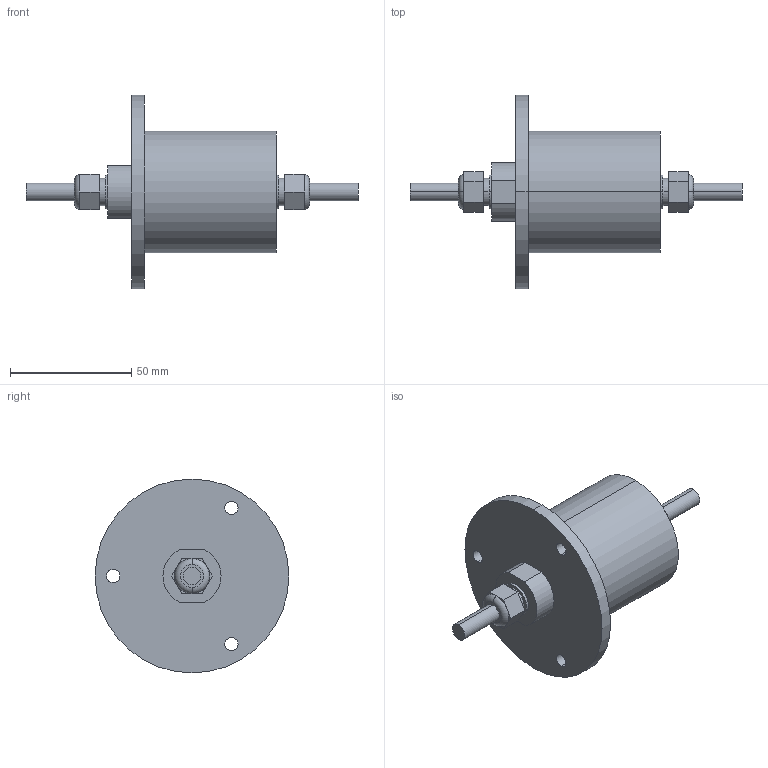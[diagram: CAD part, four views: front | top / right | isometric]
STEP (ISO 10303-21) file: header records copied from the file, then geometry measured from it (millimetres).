
FILE_DESCRIPTION (( 'STEP AP203' ), '1' );
FILE_NAME ('RX01120001.STEP', '2020-11-26T03:28:04', ( '微软用户' ), ( '微软中国' ), 'SwSTEP 2.0', 'SolidWorks 2014', '' );
FILE_SCHEMA (( 'CONFIG_CONTROL_DESIGN' ));
Length unit declared in the file: millimetre
Products named in the file (1): RX01120001
Bounding box: 137.02 x 80 x 80 mm (x, y, z)
Volume: 142201.8 mm3; surface area: 23463 mm2
Topology: 1 solids, 1 shells, 62 faces, 138 edges, 92 vertices
Faces by surface type: plane 30, cylinder 28, torus 4
Entity records: 1839 total; most frequent: DIRECTION 332, CARTESIAN_POINT 293, ORIENTED_EDGE 276, EDGE_CURVE 138, AXIS2_PLACEMENT_3D 131, VERTEX_POINT 92, EDGE_LOOP 82, VECTOR 70
